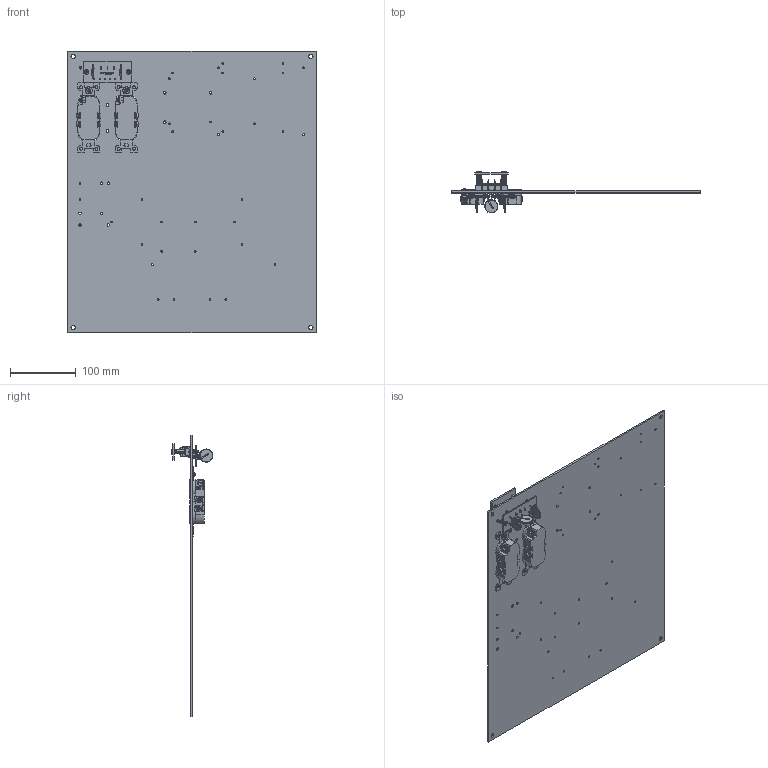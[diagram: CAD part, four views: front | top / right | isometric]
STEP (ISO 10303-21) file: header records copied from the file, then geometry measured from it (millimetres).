
FILE_DESCRIPTION (( 'STEP AP214' ), '1' );
FILE_NAME ('NB18-RP100.STEP', '2013-10-02T14:48:12', ( 'L-Com' ), ( 'L-Com Global Connectivity' ), 'SwSTEP 2.0', 'SolidWorks 2012', '' );
FILE_SCHEMA (( 'AUTOMOTIVE_DESIGN' ));
Length unit declared in the file: inch
Products named in the file (16): XFW-0009; XFN-0022; X-ASSY-HYP285-1; XERZ-V20D241; X-PCB-HYP285; XLBL-F704-UL_With Actual Text; 1AW05-083_With Actual Text; 1AW05-082_With Actual Text; XFS-0017; XF797-02; XMH-0010; XFN-0013; XCTB-0002; XF685-01; NB18-RP100; XFS-0012
Assembly tree (28 placements, depth 3):
  NB18-RP100
    XF685-01
    XCTB-0002
    XFN-0013  x2
    XMH-0010  x2
    XF797-02
    XFS-0017  x7
    1AW05-082_With Actual Text
    1AW05-083_With Actual Text
    XLBL-F704-UL_With Actual Text
    X-ASSY-HYP285-1
      X-PCB-HYP285
      XERZ-V20D241  x3
    XFN-0022  x2
    XFW-0009  x2
    XFS-0012  x2
Bounding box: 377.82 x 63.71 x 428.62 mm (x, y, z)
Volume: 500173.1 mm3; surface area: 370374.7 mm2
Topology: 27 solids, 27 shells, 2711 faces, 6747 edges, 4200 vertices
Faces by surface type: plane 1139, cylinder 630, cone 434, bspline 310, torus 169, sphere 29
Entity records: 85912 total; most frequent: CARTESIAN_POINT 25982, ORIENTED_EDGE 9132, DIRECTION 8017, EDGE_CURVE 4566, VERTEX_POINT 2921, VECTOR 2733, LINE 2733, AXIS2_PLACEMENT_3D 2642
